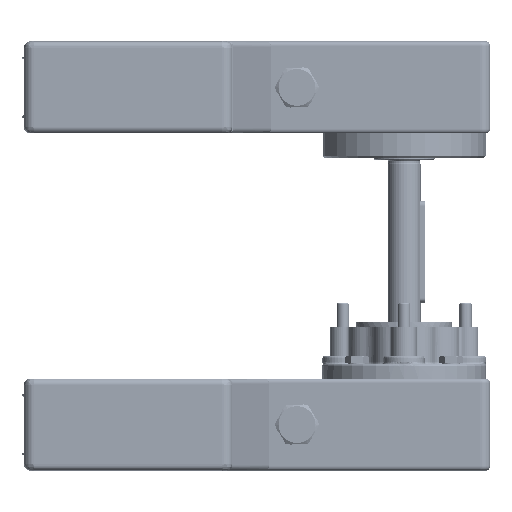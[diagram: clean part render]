
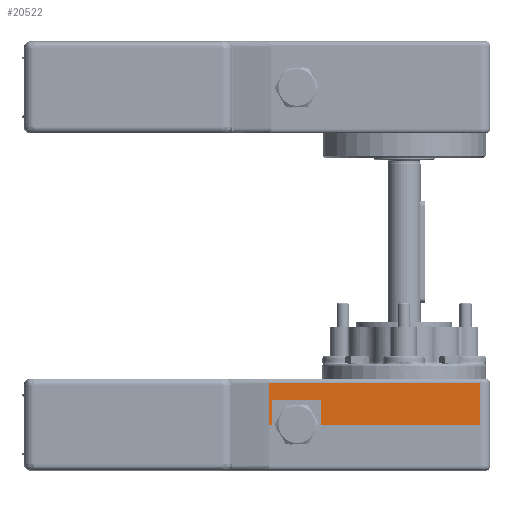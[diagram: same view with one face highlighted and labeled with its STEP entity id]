
A CAD part, left-side view. The second image highlights one B-rep face of the part: STEP entity #20522.
In plain terms, the highlighted face is planar.
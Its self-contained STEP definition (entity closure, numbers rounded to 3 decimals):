
#3185=FACE_OUTER_BOUND('',#4460,.T.);
#4460=EDGE_LOOP('',(#14535,#14536,#14537,#14538,#14539,#14540,#14541,#14542,
#14543,#14544));
#5956=LINE('',#32129,#7455);
#6010=LINE('',#32364,#7509);
#6022=LINE('',#32386,#7521);
#6023=LINE('',#32389,#7522);
#6024=LINE('',#32391,#7523);
#6025=LINE('',#32393,#7524);
#6026=LINE('',#32395,#7525);
#6027=LINE('',#32397,#7526);
#6028=LINE('',#32399,#7527);
#6029=LINE('',#32400,#7528);
#7455=VECTOR('',#25520,10.);
#7509=VECTOR('',#25740,10.);
#7521=VECTOR('',#25760,10.);
#7522=VECTOR('',#25763,10.);
#7523=VECTOR('',#25764,10.);
#7524=VECTOR('',#25765,10.);
#7525=VECTOR('',#25766,10.);
#7526=VECTOR('',#25767,10.);
#7527=VECTOR('',#25768,10.);
#7528=VECTOR('',#25769,10.);
#8970=VERTEX_POINT('',#32126);
#8971=VERTEX_POINT('',#32128);
#9051=VERTEX_POINT('',#32350);
#9055=VERTEX_POINT('',#32362);
#9062=VERTEX_POINT('',#32388);
#9063=VERTEX_POINT('',#32390);
#9064=VERTEX_POINT('',#32392);
#9065=VERTEX_POINT('',#32394);
#9066=VERTEX_POINT('',#32396);
#9067=VERTEX_POINT('',#32398);
#11047=EDGE_CURVE('',#8971,#8970,#5956,.T.);
#11160=EDGE_CURVE('',#9055,#9051,#6010,.T.);
#11172=EDGE_CURVE('',#9051,#8970,#6022,.T.);
#11173=EDGE_CURVE('',#9055,#9062,#6023,.T.);
#11174=EDGE_CURVE('',#9062,#9063,#6024,.T.);
#11175=EDGE_CURVE('',#9063,#9064,#6025,.T.);
#11176=EDGE_CURVE('',#9064,#9065,#6026,.T.);
#11177=EDGE_CURVE('',#9065,#9066,#6027,.T.);
#11178=EDGE_CURVE('',#9066,#9067,#6028,.T.);
#11179=EDGE_CURVE('',#9067,#8971,#6029,.T.);
#14535=ORIENTED_EDGE('',*,*,#11160,.F.);
#14536=ORIENTED_EDGE('',*,*,#11173,.T.);
#14537=ORIENTED_EDGE('',*,*,#11174,.T.);
#14538=ORIENTED_EDGE('',*,*,#11175,.T.);
#14539=ORIENTED_EDGE('',*,*,#11176,.T.);
#14540=ORIENTED_EDGE('',*,*,#11177,.T.);
#14541=ORIENTED_EDGE('',*,*,#11178,.T.);
#14542=ORIENTED_EDGE('',*,*,#11179,.T.);
#14543=ORIENTED_EDGE('',*,*,#11047,.T.);
#14544=ORIENTED_EDGE('',*,*,#11172,.F.);
#19849=PLANE('',#22631);
#20522=ADVANCED_FACE('',(#3185),#19849,.T.);
#22631=AXIS2_PLACEMENT_3D('',#32387,#25761,#25762);
#25520=DIRECTION('',(0.,-1.,0.));
#25740=DIRECTION('',(0.,-1.,0.));
#25760=DIRECTION('',(0.,0.,1.));
#25761=DIRECTION('center_axis',(1.,0.,0.));
#25762=DIRECTION('ref_axis',(0.,0.,-1.));
#25763=DIRECTION('',(0.,0.,1.));
#25764=DIRECTION('',(0.,-1.,0.));
#25765=DIRECTION('',(0.,0.,1.));
#25766=DIRECTION('',(0.,-1.,0.));
#25767=DIRECTION('',(0.,0.,-1.));
#25768=DIRECTION('',(0.,-1.,0.));
#25769=DIRECTION('',(0.,0.,1.));
#32126=CARTESIAN_POINT('',(120.,-61.,22.5));
#32128=CARTESIAN_POINT('',(120.,20.5,22.5));
#32129=CARTESIAN_POINT('',(120.,-66.,22.5));
#32350=CARTESIAN_POINT('',(120.,-61.,2.));
#32362=CARTESIAN_POINT('',(120.,66.,2.));
#32364=CARTESIAN_POINT('',(120.,33.,2.));
#32386=CARTESIAN_POINT('',(120.,-61.,0.));
#32387=CARTESIAN_POINT('Origin',(120.,66.,0.));
#32388=CARTESIAN_POINT('',(120.,66.,5.));
#32389=CARTESIAN_POINT('',(120.,66.,0.));
#32390=CARTESIAN_POINT('',(120.,46.,5.));
#32391=CARTESIAN_POINT('',(120.,-66.,5.));
#32392=CARTESIAN_POINT('',(120.,46.,22.5));
#32393=CARTESIAN_POINT('',(120.,46.,5.));
#32394=CARTESIAN_POINT('',(120.,36.5,22.5));
#32395=CARTESIAN_POINT('',(120.,-66.,22.5));
#32396=CARTESIAN_POINT('',(120.,36.5,10.45));
#32397=CARTESIAN_POINT('',(120.,36.5,11.25));
#32398=CARTESIAN_POINT('',(120.,20.5,10.45));
#32399=CARTESIAN_POINT('',(120.,47.25,10.45));
#32400=CARTESIAN_POINT('',(120.,20.5,11.25));
